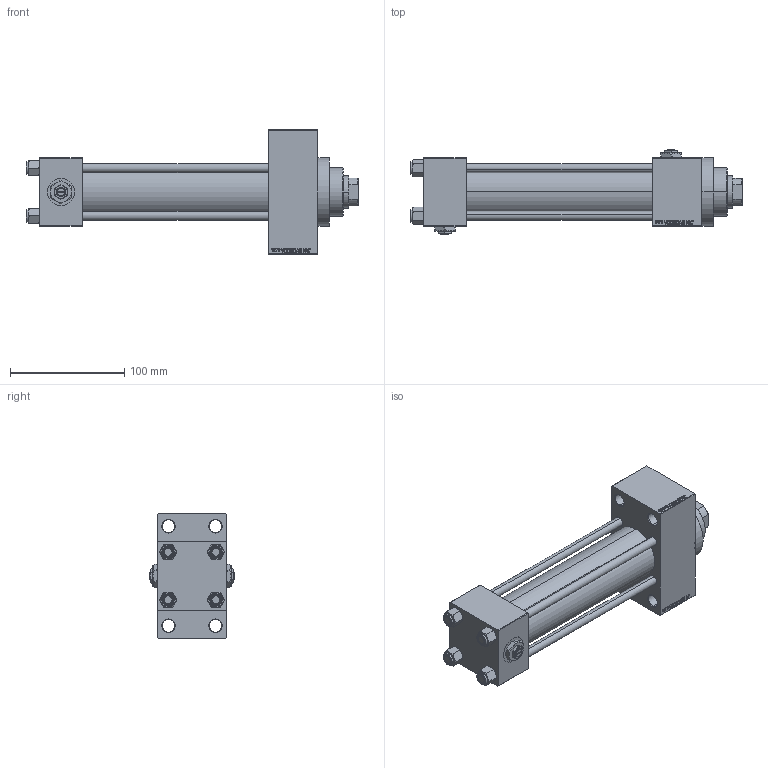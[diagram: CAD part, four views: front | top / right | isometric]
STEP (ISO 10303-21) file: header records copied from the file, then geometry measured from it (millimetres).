
FILE_DESCRIPTION (( 'STEP AP203' ), '1' );
FILE_NAME ('cc5c.STEP', '2023-08-23T19:21:54', ( '' ), ( '' ), 'SwSTEP 2.0', 'SolidWorks 2019', '' );
FILE_SCHEMA (( 'CONFIG_CONTROL_DESIGN' ));
Length unit declared in the file: millimetre
Products named in the file (7): V215_VC_A c9bc6dc5b1e67bd6867b1008b691878d; V215CR_D_TYCINKA c9bc6dc5b1e67bd6867b1008b691878d; Zatka_pro_OIL_PORT c9bc6dc5b1e67bd6867b1008b691878d; cc5c; NUT_M5_D c9bc6dc5b1e67bd6867b1008b691878d; V215CR_VCP_D c9bc6dc5b1e67bd6867b1008b691878d; V215CR_D_Body c9bc6dc5b1e67bd6867b1008b691878d
Assembly tree (13 placements, depth 2):
  cc5c
    V215CR_D_Body c9bc6dc5b1e67bd6867b1008b691878d
    V215CR_VCP_D c9bc6dc5b1e67bd6867b1008b691878d
    NUT_M5_D c9bc6dc5b1e67bd6867b1008b691878d  x4
    V215CR_D_TYCINKA c9bc6dc5b1e67bd6867b1008b691878d  x4
    V215_VC_A c9bc6dc5b1e67bd6867b1008b691878d
    Zatka_pro_OIL_PORT c9bc6dc5b1e67bd6867b1008b691878d  x2
Bounding box: 290 x 74 x 109 mm (x, y, z)
Volume: 665344.6 mm3; surface area: 177795.5 mm2
Topology: 13 solids, 13 shells, 1189 faces, 2948 edges, 1899 vertices
Faces by surface type: plane 542, bspline 368, cone 182, cylinder 89, torus 8
Entity records: 48726 total; most frequent: CARTESIAN_POINT 25516, ORIENTED_EDGE 5196, DIRECTION 3372, EDGE_CURVE 2598, VERTEX_POINT 1697, VECTOR 1540, LINE 1540, EDGE_LOOP 1159
